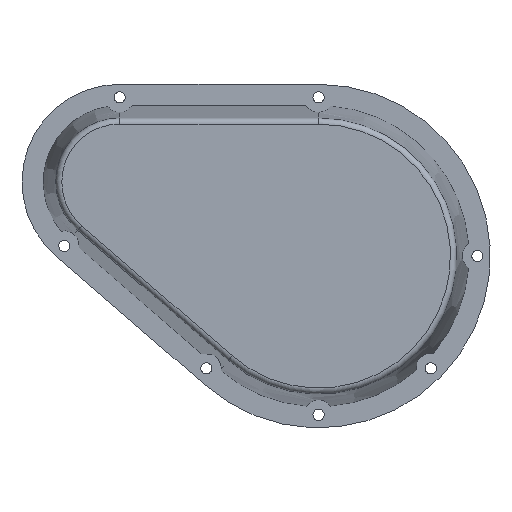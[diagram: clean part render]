
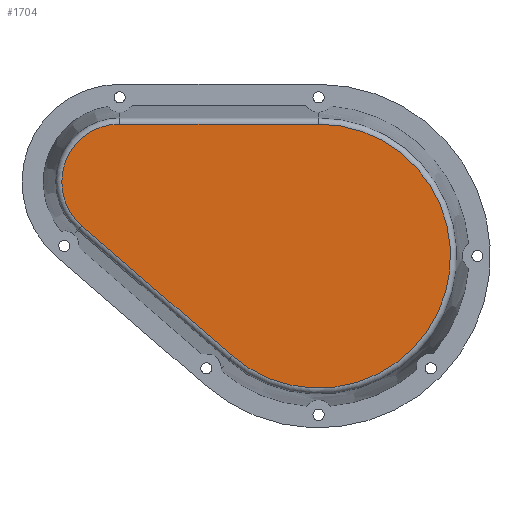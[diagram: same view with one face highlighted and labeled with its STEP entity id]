
A CAD part, left-side view. The second image highlights one B-rep face of the part: STEP entity #1704.
In plain terms, the highlighted planar face has unit normal (-1, 0, 0).
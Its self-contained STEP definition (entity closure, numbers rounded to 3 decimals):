
#518=CYLINDRICAL_SURFACE('',#522,2.);
#519=CARTESIAN_POINT('',(-46.753,-13.124,93.793));
#520=DIRECTION('',(0.,-1.,0.));
#521=DIRECTION('',(-1.475,0.,1.351));
#522=AXIS2_PLACEMENT_3D('',#519,#520,#521);
#557=TOROIDAL_SURFACE('',#560,19.193,2.);
#558=CARTESIAN_POINT('',(-46.753,19.87,74.6));
#559=DIRECTION('',(1.,0.,0.));
#560=AXIS2_PLACEMENT_3D('',#558,#559,$);
#580=CYLINDRICAL_SURFACE('',#584,2.);
#581=CARTESIAN_POINT('',(-46.753,-5.079,27.607));
#582=DIRECTION('',(0.,0.756,0.655));
#583=DIRECTION('',(-1.475,0.885,-1.021));
#584=AXIS2_PLACEMENT_3D('',#581,#582,#583);
#818=TOROIDAL_SURFACE('',#821,43.793,2.);
#819=CARTESIAN_POINT('',(-46.753,-46.118,50.));
#820=DIRECTION('',(1.,0.,0.));
#821=AXIS2_PLACEMENT_3D('',#819,#820,$);
#851=PLANE('',#854);
#852=CARTESIAN_POINT('',(-48.753,-46.118,100.));
#853=DIRECTION('',(1.,0.,0.));
#854=AXIS2_PLACEMENT_3D('',#852,#853,$);
#855=CIRCLE('',#856,43.793);
#856=AXIS2_PLACEMENT_3D('',#857,#858,#859);
#857=CARTESIAN_POINT('',(-48.753,-46.118,50.));
#858=DIRECTION('',(1.,0.,0.));
#859=DIRECTION('',(0.,-41.034,-15.297));
#870=LINE('',#872,#873);
#871=DIRECTION('',(0.,-1.,0.));
#872=CARTESIAN_POINT('',(-48.753,-13.124,93.793));
#873=VECTOR('',#871,1.);
#879=LINE('',#881,#882);
#880=DIRECTION('',(0.,0.756,0.655));
#881=CARTESIAN_POINT('',(-48.753,-5.079,27.607));
#882=VECTOR('',#880,1.);
#883=CIRCLE('',#884,19.193);
#884=AXIS2_PLACEMENT_3D('',#885,#886,#887);
#885=CARTESIAN_POINT('',(-48.753,19.87,74.6));
#886=DIRECTION('',(1.,0.,0.));
#887=DIRECTION('',(0.,17.984,6.704));
#1658=VERTEX_POINT('',#1659);
#1659=CARTESIAN_POINT('',(-48.753,-46.118,93.793));
#1661=EDGE_CURVE('',#1658,#1663,#1662,.T.);
#1662=INTERSECTION_CURVE('',#855,(#818,#851),.CURVE_3D.);
#1663=VERTEX_POINT('',#1664);
#1664=CARTESIAN_POINT('',(-48.753,-17.45,16.894));
#1675=VERTEX_POINT('',#1676);
#1676=CARTESIAN_POINT('',(-48.753,19.87,93.793));
#1678=EDGE_CURVE('',#1675,#1658,#1679,.T.);
#1679=INTERSECTION_CURVE('',#870,(#518,#851),.CURVE_3D.);
#1688=VERTEX_POINT('',#1689);
#1689=CARTESIAN_POINT('',(-48.753,32.434,60.091));
#1693=EDGE_CURVE('',#1663,#1688,#1694,.T.);
#1694=INTERSECTION_CURVE('',#879,(#580,#851),.CURVE_3D.);
#1702=EDGE_CURVE('',#1688,#1675,#1703,.T.);
#1703=INTERSECTION_CURVE('',#883,(#557,#851),.CURVE_3D.);
#1704=ADVANCED_FACE('',(#1705),#851,.F.);
#1705=FACE_BOUND('',#1706,.T.);
#1706=EDGE_LOOP('',(#1707,#1708,#1709,#1710));
#1707=ORIENTED_EDGE('',*,*,#1661,.F.);
#1708=ORIENTED_EDGE('',*,*,#1678,.F.);
#1709=ORIENTED_EDGE('',*,*,#1702,.F.);
#1710=ORIENTED_EDGE('',*,*,#1693,.F.);
